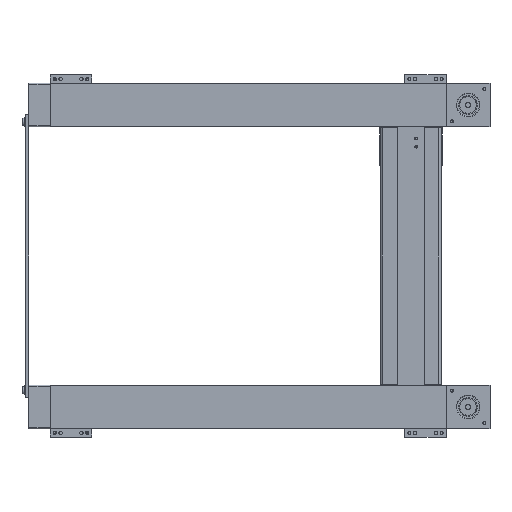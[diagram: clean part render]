
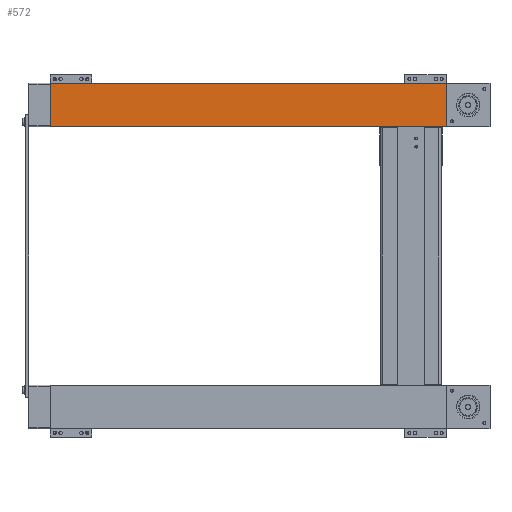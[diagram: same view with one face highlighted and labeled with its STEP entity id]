
A CAD part, front view. The second image highlights one B-rep face of the part: STEP entity #572.
In plain terms, the highlighted planar face has unit normal (0, -1, 0).
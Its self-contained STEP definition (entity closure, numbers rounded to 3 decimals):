
#572 = ADVANCED_FACE( '', ( #1829 ), #1830, .T. );
#1829 = FACE_OUTER_BOUND( '', #4760, .T. );
#1830 = PLANE( '', #4761 );
#4760 = EDGE_LOOP( '', ( #7708, #7709, #7710, #7711 ) );
#4761 = AXIS2_PLACEMENT_3D( '', #7712, #7713, #7714 );
#7708 = ORIENTED_EDGE( '', *, *, #17153, .F. );
#7709 = ORIENTED_EDGE( '', *, *, #17154, .F. );
#7710 = ORIENTED_EDGE( '', *, *, #17155, .T. );
#7711 = ORIENTED_EDGE( '', *, *, #17144, .T. );
#7712 = CARTESIAN_POINT( '', ( -166., 0., -422.5 ) );
#7713 = DIRECTION( '', ( 0., -1., 0. ) );
#7714 = DIRECTION( '', ( 0., 0., -1. ) );
#17144 = EDGE_CURVE( '', #20008, #20006, #20009, .T. );
#17153 = EDGE_CURVE( '', #20025, #20006, #20026, .T. );
#17154 = EDGE_CURVE( '', #20027, #20025, #20028, .T. );
#17155 = EDGE_CURVE( '', #20027, #20008, #20029, .T. );
#20006 = VERTEX_POINT( '', #24837 );
#20008 = VERTEX_POINT( '', #24840 );
#20009 = LINE( '', #24841, #24842 );
#20025 = VERTEX_POINT( '', #24865 );
#20026 = LINE( '', #24866, #24867 );
#20027 = VERTEX_POINT( '', #24868 );
#20028 = LINE( '', #24869, #24870 );
#20029 = LINE( '', #24871, #24872 );
#24837 = CARTESIAN_POINT( '', ( -124., 0., -42. ) );
#24840 = CARTESIAN_POINT( '', ( -124., 0., -422.5 ) );
#24841 = CARTESIAN_POINT( '', ( -124., 0., -422.5 ) );
#24842 = VECTOR( '', #31968, 1000. );
#24865 = CARTESIAN_POINT( '', ( -166., 0., -42. ) );
#24866 = CARTESIAN_POINT( '', ( -166., 0., -42. ) );
#24867 = VECTOR( '', #31979, 1000. );
#24868 = CARTESIAN_POINT( '', ( -166., 0., -422.5 ) );
#24869 = CARTESIAN_POINT( '', ( -166., 0., -422.5 ) );
#24870 = VECTOR( '', #31980, 1000. );
#24871 = CARTESIAN_POINT( '', ( -166., 0., -422.5 ) );
#24872 = VECTOR( '', #31981, 1000. );
#31968 = DIRECTION( '', ( 0., 0., 1. ) );
#31979 = DIRECTION( '', ( 1., 0., 0. ) );
#31980 = DIRECTION( '', ( 0., 0., 1. ) );
#31981 = DIRECTION( '', ( 1., 0., 0. ) );
